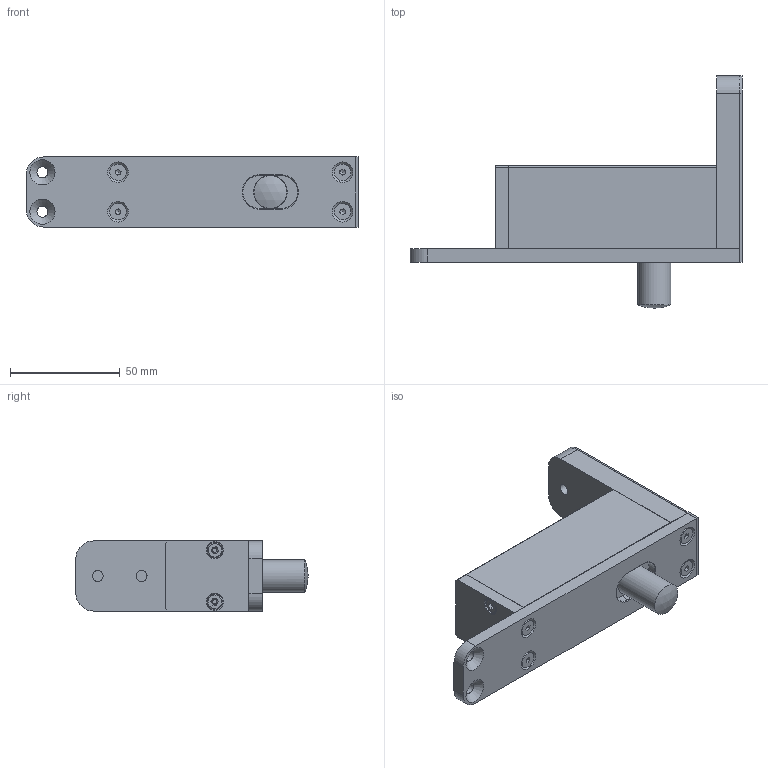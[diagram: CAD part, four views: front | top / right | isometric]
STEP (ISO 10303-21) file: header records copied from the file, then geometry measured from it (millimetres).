
FILE_DESCRIPTION (( 'STEP AP214' ), '1' );
FILE_NAME ('000425-I-NEW-Upper Pivot Assy 40mm.STEP', '2022-01-28T07:56:28', ( '' ), ( '' ), 'SwSTEP 2.0', 'SolidWorks 2021', '' );
FILE_SCHEMA (( 'AUTOMOTIVE_DESIGN' ));
Length unit declared in the file: millimetre
Products named in the file (1): 000425-I-NEW-Upper Pivot Assy 40mm
Bounding box: 151.5 x 106 x 32 mm (x, y, z)
Surface area: 32585.5 mm2 (no closed solid volume)
Topology: 0 solids, 21 shells, 180 faces, 893 edges, 699 vertices
Faces by surface type: plane 105, cylinder 55, cone 16, torus 3, sphere 1
Full cylindrical faces by diameter (mm): 1.569 x1, 5 x4, 7.5 x2, 7.53 x4, 15 x1
Entity records: 10791 total; most frequent: CARTESIAN_POINT 1768, DIRECTION 1573, ORIENTED_EDGE 1125, EDGE_CURVE 854, VERTEX_POINT 689, AXIS2_PLACEMENT_3D 542, LINE 489, VECTOR 489
